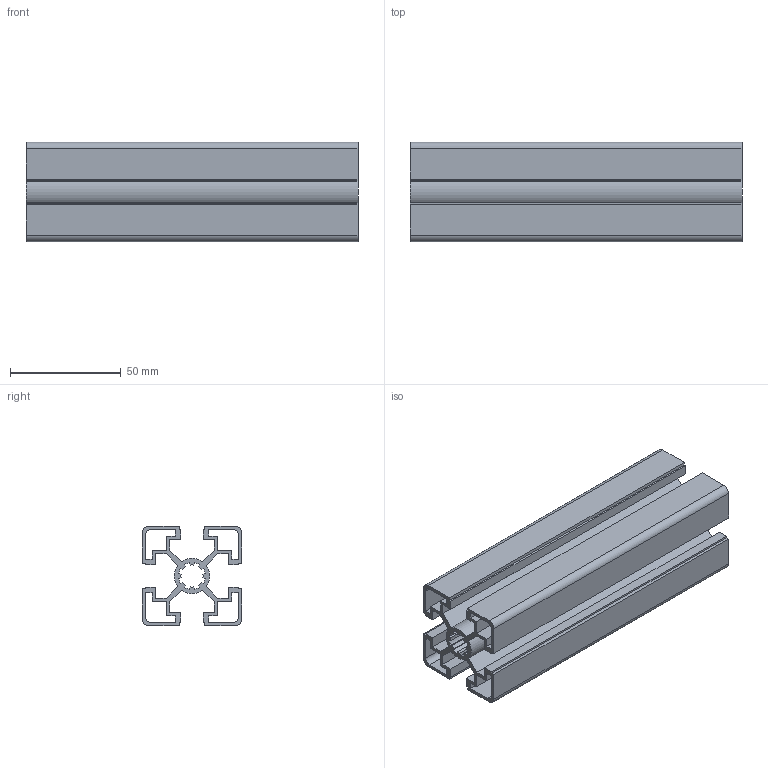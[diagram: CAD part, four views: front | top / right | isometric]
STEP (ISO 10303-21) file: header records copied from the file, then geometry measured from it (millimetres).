
FILE_DESCRIPTION (( 'STEP AP214' ), '1' );
FILE_NAME ('3_842_992_425_150-Bosch.step', '2020-07-02T12:26:17', ( '' ), ( '' ), 'SwSTEP 2.0', 'SolidWorks 2010', '' );
FILE_SCHEMA (( 'AUTOMOTIVE_DESIGN' ));
Length unit declared in the file: millimetre
Products named in the file (1): 3_842_992_425_150-Bosch
Bounding box: 150 x 45 x 45 mm (x, y, z)
Volume: 83993 mm3; surface area: 95170.4 mm2
Topology: 1 solids, 1 shells, 134 faces, 396 edges, 264 vertices
Faces by surface type: plane 106, cylinder 28
Entity records: 4490 total; most frequent: CARTESIAN_POINT 795, ORIENTED_EDGE 792, DIRECTION 722, EDGE_CURVE 396, VECTOR 340, LINE 340, VERTEX_POINT 264, AXIS2_PLACEMENT_3D 191
